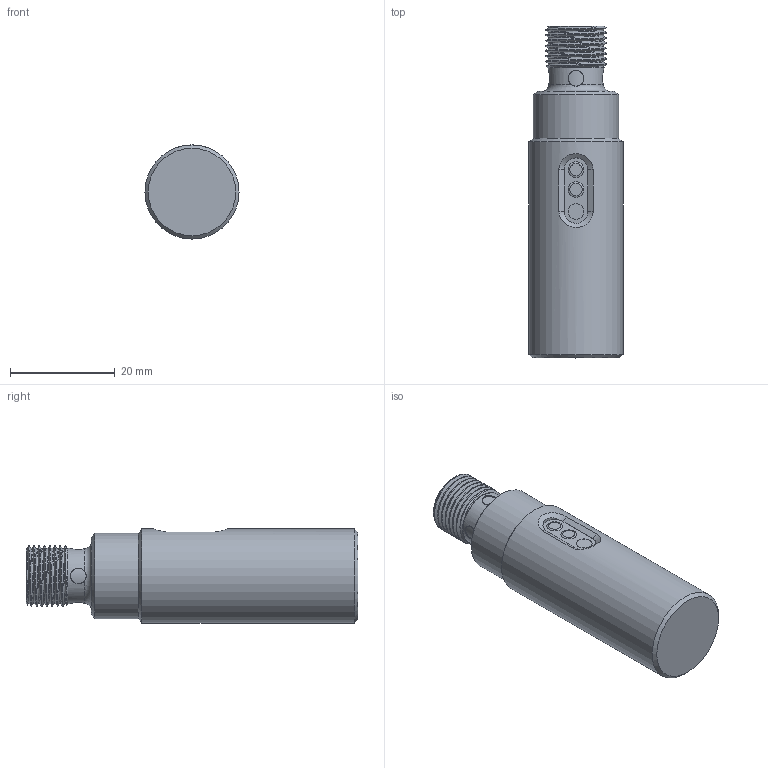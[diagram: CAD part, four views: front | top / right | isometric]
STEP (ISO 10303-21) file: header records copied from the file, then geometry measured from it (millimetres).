
FILE_DESCRIPTION (( 'STEP AP214' ), '1' );
FILE_NAME ('C18R-AP-1E.STEP', '2018-04-18T20:27:30', ( '' ), ( '' ), 'SwSTEP 2.0', 'SolidWorks 2017', '' );
FILE_SCHEMA (( 'AUTOMOTIVE_DESIGN' ));
Length unit declared in the file: inch
Products named in the file (1): C18R-AP-1E
Bounding box: 18 x 63.5 x 18 mm (x, y, z)
Volume: 13232.1 mm3; surface area: 4523.2 mm2
Topology: 6 solids, 6 shells, 74 faces, 175 edges, 110 vertices
Faces by surface type: cylinder 36, plane 20, sphere 5, cone 5, bspline 5, torus 3
Full cylindrical faces by diameter (mm): 1.008 x4, 3 x9, 8.499 x2, 10.551 x1, 16.401 x1, 18.001 x1
Entity records: 4885 total; most frequent: CARTESIAN_POINT 3478, DIRECTION 247, ORIENTED_EDGE 234, EDGE_CURVE 117, AXIS2_PLACEMENT_3D 110, EDGE_LOOP 106, FACE_OUTER_BOUND 95, VERTEX_POINT 87
